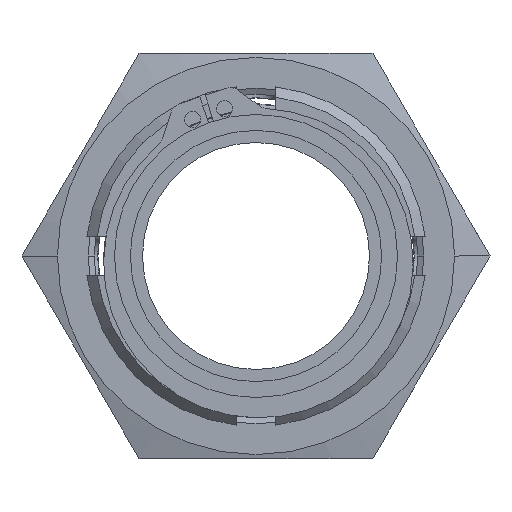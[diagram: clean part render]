
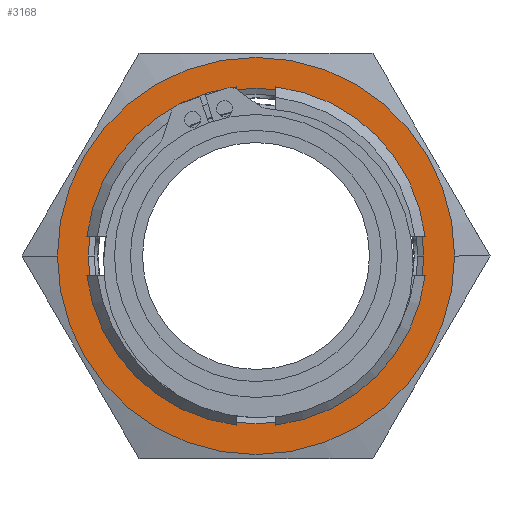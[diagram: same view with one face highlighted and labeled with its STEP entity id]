
A CAD part, front view. The second image highlights one B-rep face of the part: STEP entity #3168.
In plain terms, the highlighted face is planar.
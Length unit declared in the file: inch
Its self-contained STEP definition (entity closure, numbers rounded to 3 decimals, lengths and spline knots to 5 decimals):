
#33 = AXIS2_PLACEMENT_3D ( 'NONE', #3834, #3403, #806 ) ;
#111 = AXIS2_PLACEMENT_3D ( 'NONE', #409, #3446, #850 ) ;
#374 = PLANE ( 'NONE',  #33 ) ;
#409 = CARTESIAN_POINT ( 'NONE',  ( 0., 0., 0.19094 ) ) ;
#469 = DIRECTION ( 'NONE',  ( 0., 0., -1. ) ) ;
#478 = VERTEX_POINT ( 'NONE', #5597 ) ;
#735 = CIRCLE ( 'NONE', #874, 0.96457 ) ;
#765 = CIRCLE ( 'NONE', #5313, 0.81535 ) ;
#806 = DIRECTION ( 'NONE',  ( 1., 0., 0. ) ) ;
#850 = DIRECTION ( 'NONE',  ( -1., 0., 0. ) ) ;
#874 = AXIS2_PLACEMENT_3D ( 'NONE', #2219, #4852, #1772 ) ;
#987 = CIRCLE ( 'NONE', #2059, 0.81535 ) ;
#1283 = EDGE_CURVE ( 'NONE', #478, #3911, #735, .T. ) ;
#1421 = DIRECTION ( 'NONE',  ( 0., 0., -1. ) ) ;
#1494 = EDGE_LOOP ( 'NONE', ( #4943, #3287 ) ) ;
#1521 = VERTEX_POINT ( 'NONE', #4704 ) ;
#1772 = DIRECTION ( 'NONE',  ( -1., 0., 0. ) ) ;
#2059 = AXIS2_PLACEMENT_3D ( 'NONE', #4515, #1421, #4300 ) ;
#2138 = ORIENTED_EDGE ( 'NONE', *, *, #3433, .T. ) ;
#2180 = EDGE_LOOP ( 'NONE', ( #5360, #2138 ) ) ;
#2219 = CARTESIAN_POINT ( 'NONE',  ( 0., 0., 0.19094 ) ) ;
#2830 = FACE_BOUND ( 'NONE', #2180, .T. ) ;
#2991 = CARTESIAN_POINT ( 'NONE',  ( 0.81535, 0., 0.19094 ) ) ;
#3077 = CARTESIAN_POINT ( 'NONE',  ( 0., 0., 0.19094 ) ) ;
#3168 = ADVANCED_FACE ( 'NONE', ( #2830, #4128 ), #374, .T. ) ;
#3287 = ORIENTED_EDGE ( 'NONE', *, *, #3917, .F. ) ;
#3403 = DIRECTION ( 'NONE',  ( 0., 0., 1. ) ) ;
#3433 = EDGE_CURVE ( 'NONE', #1521, #3882, #987, .T. ) ;
#3446 = DIRECTION ( 'NONE',  ( 0., 0., -1. ) ) ;
#3507 = DIRECTION ( 'NONE',  ( 1., 0., 0. ) ) ;
#3834 = CARTESIAN_POINT ( 'NONE',  ( 0., 0., 0.19094 ) ) ;
#3882 = VERTEX_POINT ( 'NONE', #2991 ) ;
#3911 = VERTEX_POINT ( 'NONE', #5197 ) ;
#3917 = EDGE_CURVE ( 'NONE', #3911, #478, #5635, .T. ) ;
#4128 = FACE_OUTER_BOUND ( 'NONE', #1494, .T. ) ;
#4300 = DIRECTION ( 'NONE',  ( 1., 0., 0. ) ) ;
#4515 = CARTESIAN_POINT ( 'NONE',  ( 0., 0., 0.19094 ) ) ;
#4704 = CARTESIAN_POINT ( 'NONE',  ( -0.81535, 0., 0.19094 ) ) ;
#4852 = DIRECTION ( 'NONE',  ( 0., 0., -1. ) ) ;
#4943 = ORIENTED_EDGE ( 'NONE', *, *, #1283, .F. ) ;
#5197 = CARTESIAN_POINT ( 'NONE',  ( 0.96457, 0., 0.19094 ) ) ;
#5313 = AXIS2_PLACEMENT_3D ( 'NONE', #3077, #469, #3507 ) ;
#5360 = ORIENTED_EDGE ( 'NONE', *, *, #5558, .T. ) ;
#5558 = EDGE_CURVE ( 'NONE', #3882, #1521, #765, .T. ) ;
#5597 = CARTESIAN_POINT ( 'NONE',  ( -0.96457, 0., 0.19094 ) ) ;
#5635 = CIRCLE ( 'NONE', #111, 0.96457 ) ;
